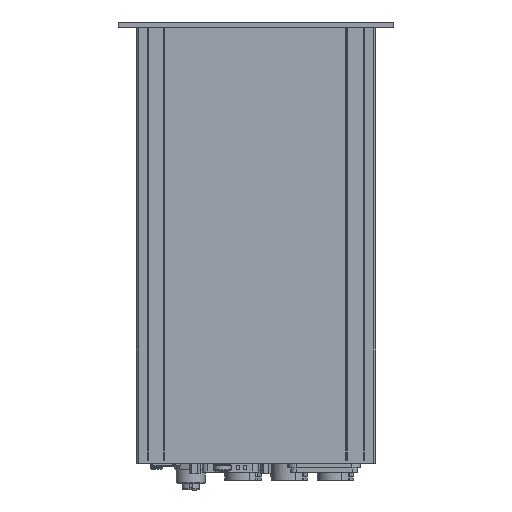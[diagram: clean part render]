
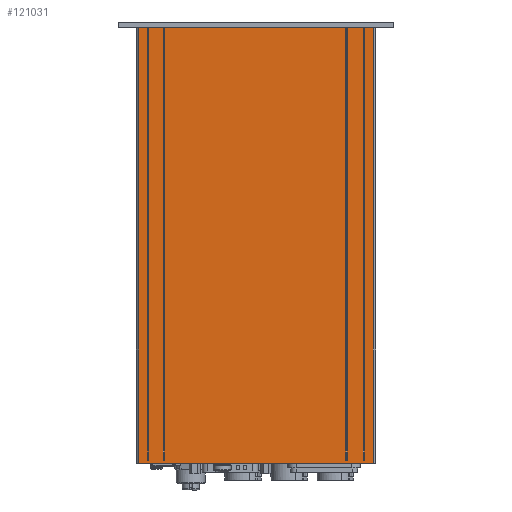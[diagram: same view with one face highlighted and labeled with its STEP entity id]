
A CAD part, left-side view. The second image highlights one B-rep face of the part: STEP entity #121031.
In plain terms, the highlighted planar face has unit normal (-1, 0, 0).
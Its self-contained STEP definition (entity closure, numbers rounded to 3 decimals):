
#13052=FACE_OUTER_BOUND($,#19484,.T.);
#19484=EDGE_LOOP($,(#104171,#104172,#104173,#104174,#104175,#104176,#104177,
#104178,#104179,#104180,#104181,#104182,#104183,#104184,#104185,#104186,
#104187,#104188,#104189,#104190));
#19960=LINE($,#160116,#32083);
#20009=LINE($,#160280,#32132);
#20821=LINE($,#162992,#32944);
#26994=LINE($,#209064,#39117);
#26997=LINE($,#209070,#39120);
#27047=LINE($,#209170,#39170);
#27049=LINE($,#209175,#39172);
#27101=LINE($,#209346,#39224);
#27102=LINE($,#209347,#39225);
#27128=LINE($,#209431,#39251);
#27131=LINE($,#209437,#39254);
#27151=LINE($,#209477,#39274);
#27176=LINE($,#209556,#39299);
#30273=LINE($,#217612,#42396);
#30274=LINE($,#217614,#42397);
#30297=LINE($,#217660,#42420);
#30299=LINE($,#217664,#42422);
#31426=LINE($,#220890,#43549);
#31468=LINE($,#221842,#43591);
#31469=LINE($,#221843,#43592);
#32083=VECTOR($,#130590,0.5);
#32132=VECTOR($,#130705,0.5);
#32944=VECTOR($,#132517,109.6);
#39117=VECTOR($,#147322,202.);
#39120=VECTOR($,#147327,202.);
#39170=VECTOR($,#147429,202.);
#39172=VECTOR($,#147433,202.);
#39224=VECTOR($,#147563,6.75);
#39225=VECTOR($,#147564,84.85);
#39251=VECTOR($,#147624,7.6);
#39254=VECTOR($,#147627,4.3);
#39274=VECTOR($,#147647,4.3);
#39299=VECTOR($,#147706,0.4);
#42396=VECTOR($,#155137,202.);
#42397=VECTOR($,#155140,202.);
#42420=VECTOR($,#155181,202.);
#42422=VECTOR($,#155185,202.);
#43549=VECTOR($,#158170,0.4);
#43591=VECTOR($,#158402,203.5);
#43592=VECTOR($,#158403,203.5);
#44280=VERTEX_POINT($,#160113);
#44281=VERTEX_POINT($,#160115);
#44362=VERTEX_POINT($,#160277);
#44363=VERTEX_POINT($,#160279);
#45059=VERTEX_POINT($,#162989);
#45060=VERTEX_POINT($,#162991);
#51193=VERTEX_POINT($,#209062);
#51195=VERTEX_POINT($,#209067);
#51217=VERTEX_POINT($,#209164);
#51219=VERTEX_POINT($,#209168);
#51220=VERTEX_POINT($,#209172);
#51221=VERTEX_POINT($,#209174);
#51341=VERTEX_POINT($,#209428);
#51342=VERTEX_POINT($,#209430);
#51344=VERTEX_POINT($,#209434);
#51345=VERTEX_POINT($,#209436);
#51364=VERTEX_POINT($,#209474);
#51365=VERTEX_POINT($,#209476);
#54108=VERTEX_POINT($,#217657);
#54109=VERTEX_POINT($,#217662);
#55527=EDGE_CURVE($,#44280,#44281,#19960,.T.);
#55609=EDGE_CURVE($,#44362,#44363,#20009,.T.);
#56655=EDGE_CURVE($,#45060,#45059,#20821,.T.);
#65796=EDGE_CURVE($,#44280,#51193,#26994,.T.);
#65799=EDGE_CURVE($,#44363,#51195,#26997,.T.);
#65849=EDGE_CURVE($,#51219,#51217,#27047,.T.);
#65851=EDGE_CURVE($,#51221,#51220,#27049,.T.);
#65937=EDGE_CURVE($,#51195,#51219,#27101,.T.);
#65938=EDGE_CURVE($,#51221,#51193,#27102,.T.);
#65981=EDGE_CURVE($,#51341,#51342,#27128,.T.);
#65984=EDGE_CURVE($,#51344,#51345,#27131,.T.);
#66004=EDGE_CURVE($,#51364,#51365,#27151,.T.);
#66045=EDGE_CURVE($,#51217,#51220,#27176,.T.);
#70066=EDGE_CURVE($,#51341,#44281,#30273,.T.);
#70067=EDGE_CURVE($,#44362,#51365,#30274,.T.);
#70090=EDGE_CURVE($,#51342,#54108,#30297,.T.);
#70092=EDGE_CURVE($,#51344,#54109,#30299,.T.);
#71483=EDGE_CURVE($,#54108,#54109,#31426,.T.);
#71592=EDGE_CURVE($,#51364,#45060,#31468,.T.);
#71593=EDGE_CURVE($,#45059,#51345,#31469,.T.);
#104171=ORIENTED_EDGE($,*,*,#71592,.T.);
#104172=ORIENTED_EDGE($,*,*,#56655,.T.);
#104173=ORIENTED_EDGE($,*,*,#71593,.T.);
#104174=ORIENTED_EDGE($,*,*,#65984,.F.);
#104175=ORIENTED_EDGE($,*,*,#70092,.T.);
#104176=ORIENTED_EDGE($,*,*,#71483,.F.);
#104177=ORIENTED_EDGE($,*,*,#70090,.F.);
#104178=ORIENTED_EDGE($,*,*,#65981,.F.);
#104179=ORIENTED_EDGE($,*,*,#70066,.T.);
#104180=ORIENTED_EDGE($,*,*,#55527,.F.);
#104181=ORIENTED_EDGE($,*,*,#65796,.T.);
#104182=ORIENTED_EDGE($,*,*,#65938,.F.);
#104183=ORIENTED_EDGE($,*,*,#65851,.T.);
#104184=ORIENTED_EDGE($,*,*,#66045,.F.);
#104185=ORIENTED_EDGE($,*,*,#65849,.F.);
#104186=ORIENTED_EDGE($,*,*,#65937,.F.);
#104187=ORIENTED_EDGE($,*,*,#65799,.F.);
#104188=ORIENTED_EDGE($,*,*,#55609,.F.);
#104189=ORIENTED_EDGE($,*,*,#70067,.T.);
#104190=ORIENTED_EDGE($,*,*,#66004,.F.);
#109474=PLANE($,#129670);
#121031=ADVANCED_FACE($,(#13052),#109474,.F.);
#129670=AXIS2_PLACEMENT_3D($,#221841,#158400,#158401);
#130590=DIRECTION($,(0.,-1.,0.));
#130705=DIRECTION($,(0.,-1.,0.));
#132517=DIRECTION($,(0.,-1.,0.));
#147322=DIRECTION($,(0.,0.,1.));
#147327=DIRECTION($,(0.,0.,1.));
#147429=DIRECTION($,(0.,0.,-1.));
#147433=DIRECTION($,(0.,0.,-1.));
#147563=DIRECTION($,(0.,-1.,0.));
#147564=DIRECTION($,(0.,-1.,0.));
#147624=DIRECTION($,(0.,-1.,0.));
#147627=DIRECTION($,(0.,-1.,0.));
#147647=DIRECTION($,(0.,-1.,0.));
#147706=DIRECTION($,(0.,-1.,0.));
#155137=DIRECTION($,(0.,0.,-1.));
#155140=DIRECTION($,(0.,0.,1.));
#155181=DIRECTION($,(0.,0.,-1.));
#155185=DIRECTION($,(0.,0.,-1.));
#158170=DIRECTION($,(0.,-1.,0.));
#158400=DIRECTION('center_axis',(1.,0.,0.));
#158401=DIRECTION('ref_axis',(0.,0.,-1.));
#158402=DIRECTION($,(0.,0.,-1.));
#158403=DIRECTION($,(0.,0.,1.));
#160113=CARTESIAN_POINT('',(-34.05,-42.,-204.5));
#160115=CARTESIAN_POINT('',(-34.05,-42.5,-204.5));
#160116=CARTESIAN_POINT($,(-34.05,54.8,-204.5));
#160277=CARTESIAN_POINT('',(-34.05,50.5,-204.5));
#160279=CARTESIAN_POINT('',(-34.05,50.,-204.5));
#160280=CARTESIAN_POINT($,(-34.05,54.8,-204.5));
#162989=CARTESIAN_POINT('',(-34.05,-54.8,-206.));
#162991=CARTESIAN_POINT('',(-34.05,54.8,-206.));
#162992=CARTESIAN_POINT($,(-34.05,54.8,-206.));
#209062=CARTESIAN_POINT('',(-34.05,-42.,-2.5));
#209064=CARTESIAN_POINT($,(-34.05,-42.,-204.5));
#209067=CARTESIAN_POINT('',(-34.05,50.,-2.5));
#209070=CARTESIAN_POINT($,(-34.05,50.,-204.5));
#209164=CARTESIAN_POINT('',(-34.05,43.25,-204.5));
#209168=CARTESIAN_POINT('',(-34.05,43.25,-2.5));
#209170=CARTESIAN_POINT($,(-34.05,43.25,-2.5));
#209172=CARTESIAN_POINT('',(-34.05,42.85,-204.5));
#209174=CARTESIAN_POINT('',(-34.05,42.85,-2.5));
#209175=CARTESIAN_POINT($,(-34.05,42.85,-2.5));
#209346=CARTESIAN_POINT($,(-34.05,-21.021,-2.5));
#209347=CARTESIAN_POINT($,(-34.05,-21.021,-2.5));
#209428=CARTESIAN_POINT('',(-34.05,-42.5,-2.5));
#209430=CARTESIAN_POINT('',(-34.05,-50.1,-2.5));
#209431=CARTESIAN_POINT($,(-34.05,-21.171,-2.5));
#209434=CARTESIAN_POINT('',(-34.05,-50.5,-2.5));
#209436=CARTESIAN_POINT('',(-34.05,-54.8,-2.5));
#209437=CARTESIAN_POINT($,(-34.05,-21.171,-2.5));
#209474=CARTESIAN_POINT('',(-34.05,54.8,-2.5));
#209476=CARTESIAN_POINT('',(-34.05,50.5,-2.5));
#209477=CARTESIAN_POINT($,(-34.05,25.129,-2.5));
#209556=CARTESIAN_POINT($,(-34.05,54.8,-204.5));
#217612=CARTESIAN_POINT($,(-34.05,-42.5,-2.5));
#217614=CARTESIAN_POINT($,(-34.05,50.5,-204.5));
#217657=CARTESIAN_POINT('',(-34.05,-50.1,-204.5));
#217660=CARTESIAN_POINT($,(-34.05,-50.1,-2.5));
#217662=CARTESIAN_POINT('',(-34.05,-50.5,-204.5));
#217664=CARTESIAN_POINT($,(-34.05,-50.5,-2.5));
#220890=CARTESIAN_POINT($,(-34.05,54.8,-204.5));
#221841=CARTESIAN_POINT('Origin',(-34.05,55.8,-204.5));
#221842=CARTESIAN_POINT($,(-34.05,54.8,-2.5));
#221843=CARTESIAN_POINT($,(-34.05,-54.8,-204.5));
